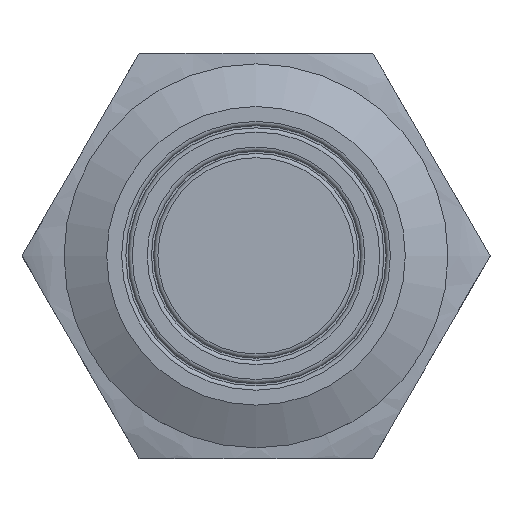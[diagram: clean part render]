
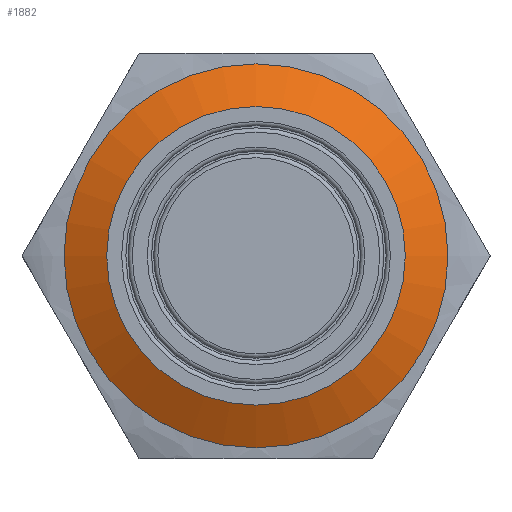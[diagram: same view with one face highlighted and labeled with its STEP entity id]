
A CAD part, top view. The second image highlights one B-rep face of the part: STEP entity #1882.
In plain terms, the highlighted conical face has half-angle 63.435 degrees and reference radius 8 mm.
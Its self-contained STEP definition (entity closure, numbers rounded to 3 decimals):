
#42=CONICAL_SURFACE('',#2057,8.,1.107);
#114=CIRCLE('',#2025,7.);
#115=CIRCLE('',#2026,7.);
#136=CIRCLE('',#2058,9.);
#137=CIRCLE('',#2059,9.);
#138=CIRCLE('',#2060,9.);
#219=FACE_OUTER_BOUND('',#339,.T.);
#339=EDGE_LOOP('',(#1412,#1413,#1414,#1415,#1416,#1417,#1418));
#559=LINE('',#4726,#667);
#667=VECTOR('',#2364,8.);
#814=VERTEX_POINT('',#4591);
#815=VERTEX_POINT('',#4592);
#832=VERTEX_POINT('',#4725);
#833=VERTEX_POINT('',#4727);
#834=VERTEX_POINT('',#4729);
#1038=EDGE_CURVE('',#814,#815,#114,.T.);
#1039=EDGE_CURVE('',#815,#814,#115,.T.);
#1065=EDGE_CURVE('',#815,#832,#559,.T.);
#1066=EDGE_CURVE('',#833,#832,#136,.T.);
#1067=EDGE_CURVE('',#834,#833,#137,.T.);
#1068=EDGE_CURVE('',#832,#834,#138,.T.);
#1412=ORIENTED_EDGE('',*,*,#1038,.F.);
#1413=ORIENTED_EDGE('',*,*,#1039,.F.);
#1414=ORIENTED_EDGE('',*,*,#1065,.T.);
#1415=ORIENTED_EDGE('',*,*,#1066,.F.);
#1416=ORIENTED_EDGE('',*,*,#1067,.F.);
#1417=ORIENTED_EDGE('',*,*,#1068,.F.);
#1418=ORIENTED_EDGE('',*,*,#1065,.F.);
#1882=ADVANCED_FACE('',(#219),#42,.T.);
#2025=AXIS2_PLACEMENT_3D('',#4593,#2295,#2296);
#2026=AXIS2_PLACEMENT_3D('',#4594,#2297,#2298);
#2057=AXIS2_PLACEMENT_3D('',#4724,#2362,#2363);
#2058=AXIS2_PLACEMENT_3D('',#4728,#2365,#2366);
#2059=AXIS2_PLACEMENT_3D('',#4730,#2367,#2368);
#2060=AXIS2_PLACEMENT_3D('',#4731,#2369,#2370);
#2295=DIRECTION('center_axis',(0.,0.,1.));
#2296=DIRECTION('ref_axis',(0.,1.,0.));
#2297=DIRECTION('center_axis',(0.,0.,1.));
#2298=DIRECTION('ref_axis',(0.,1.,0.));
#2362=DIRECTION('center_axis',(0.,0.,-1.));
#2363=DIRECTION('ref_axis',(0.,1.,0.));
#2364=DIRECTION('',(0.,-0.894,-0.447));
#2365=DIRECTION('center_axis',(0.,0.,-1.));
#2366=DIRECTION('ref_axis',(1.,0.,0.));
#2367=DIRECTION('center_axis',(0.,0.,-1.));
#2368=DIRECTION('ref_axis',(1.,0.,0.));
#2369=DIRECTION('center_axis',(0.,0.,-1.));
#2370=DIRECTION('ref_axis',(1.,0.,0.));
#4591=CARTESIAN_POINT('',(0.,7.,1.5));
#4592=CARTESIAN_POINT('',(0.,-7.,1.5));
#4593=CARTESIAN_POINT('Origin',(0.,0.,1.5));
#4594=CARTESIAN_POINT('Origin',(0.,0.,1.5));
#4724=CARTESIAN_POINT('Origin',(0.,0.,1.));
#4725=CARTESIAN_POINT('',(0.,-9.,0.5));
#4726=CARTESIAN_POINT('',(0.,-8.,1.));
#4727=CARTESIAN_POINT('',(0.,9.,0.5));
#4728=CARTESIAN_POINT('Origin',(0.,0.,0.5));
#4729=CARTESIAN_POINT('',(-9.,0.,0.5));
#4730=CARTESIAN_POINT('Origin',(0.,0.,0.5));
#4731=CARTESIAN_POINT('Origin',(0.,0.,0.5));
